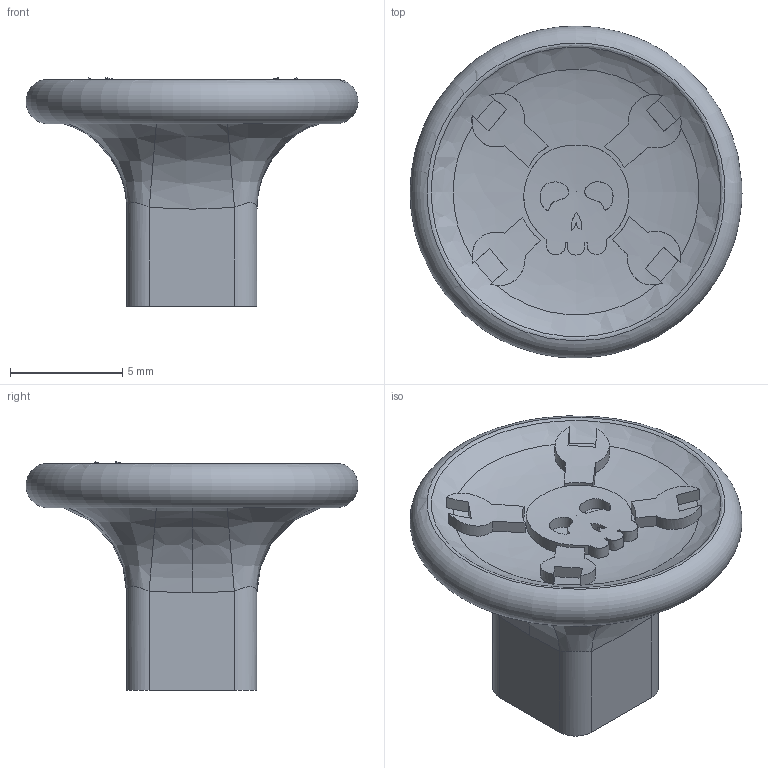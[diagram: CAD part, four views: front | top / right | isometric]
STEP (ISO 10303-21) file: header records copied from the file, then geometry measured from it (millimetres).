
FILE_DESCRIPTION(/* description */ (''),/* implementation_level */ '2;1');
FILE_NAME(/* name */ 'Thumbstick - Supercon 2023 Badge Enclosure - Basic-2-Hacking.step',/* time_stamp */ '2023-10-29T18:00:21-07:00',/* author */ (''),/* organization */ (''),/* preprocessor_version */ 'ST-DEVELOPER v20',/* originating_system */ 'Autodesk Translation Framework v12.14.0.127',/* authorisation */ '');
FILE_SCHEMA (('AUTOMOTIVE_DESIGN { 1 0 10303 214 3 1 1 }'));
Length unit declared in the file: millimetre
Products named in the file (2): Supercon 2023 Badge Enclosure - Basic-2-Hacking; Badge 2023 Thumbstick v1.0 v1
Assembly tree (1 placements, depth 2):
  Supercon 2023 Badge Enclosure - Basic-2-Hacking
    Badge 2023 Thumbstick v1.0 v1
Bounding box: 14.8 x 14.8 x 10.2 mm (x, y, z)
Volume: 483.8 mm3; surface area: 700.6 mm2
Topology: 1 solids, 1 shells, 92 faces, 329 edges, 240 vertices
Faces by surface type: bspline 54, plane 33, cylinder 4, torus 1
Entity records: 8514 total; most frequent: CARTESIAN_POINT 6135, ORIENTED_EDGE 656, EDGE_CURVE 328, VERTEX_POINT 240, DIRECTION 224, B_SPLINE_CURVE_WITH_KNOTS 219, EDGE_LOOP 95, FACE_OUTER_BOUND 92
